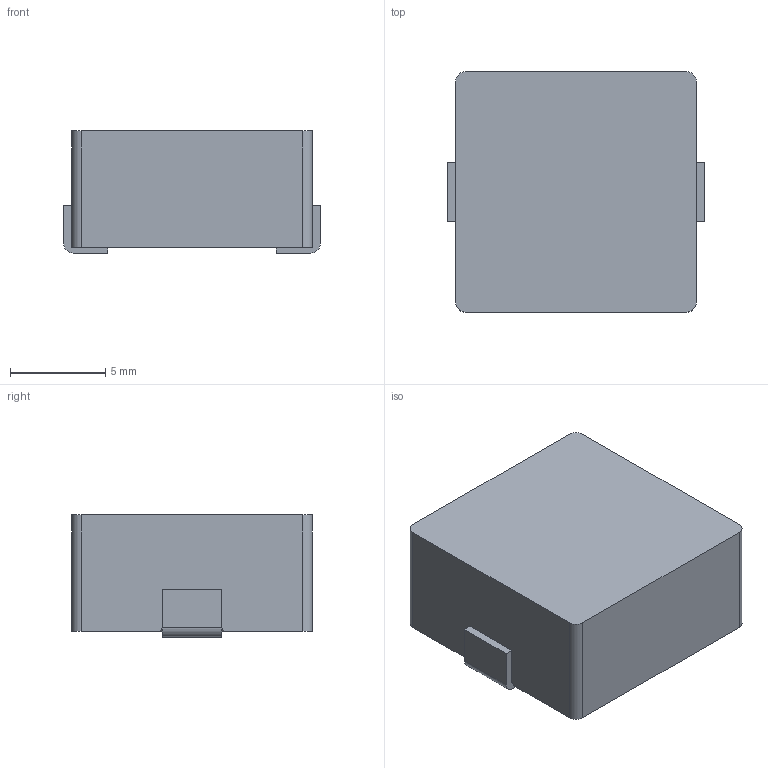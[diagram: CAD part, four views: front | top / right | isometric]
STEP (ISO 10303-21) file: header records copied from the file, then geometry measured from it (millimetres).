
FILE_DESCRIPTION (( 'STEP AP214' ), '1' );
FILE_NAME ('IND-SMD_L13.2-W12.9_MMD-12FD.step', '2022-07-08T23:40:20', ( '' ), ( '' ), 'SwSTEP 2.0', 'SolidWorks 2020', '' );
FILE_SCHEMA (( 'AUTOMOTIVE_DESIGN' ));
Length unit declared in the file: millimetre
Products named in the file (1): IND-SMD_L13.2-W12.9_MMD-12FD
Bounding box: 13.45 x 12.6 x 6.4 mm (x, y, z)
Volume: 975.9 mm3; surface area: 685.3 mm2
Topology: 3 solids, 3 shells, 327 faces, 881 edges, 586 vertices
Faces by surface type: plane 207, bspline 112, cylinder 8
Entity records: 15000 total; most frequent: CARTESIAN_POINT 3899, ORIENTED_EDGE 1762, DIRECTION 1101, EDGE_CURVE 881, LINE 637, VECTOR 637, VERTEX_POINT 586, EDGE_LOOP 353
